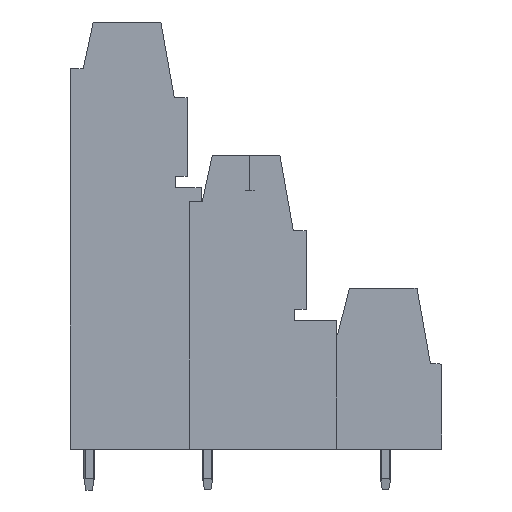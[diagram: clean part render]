
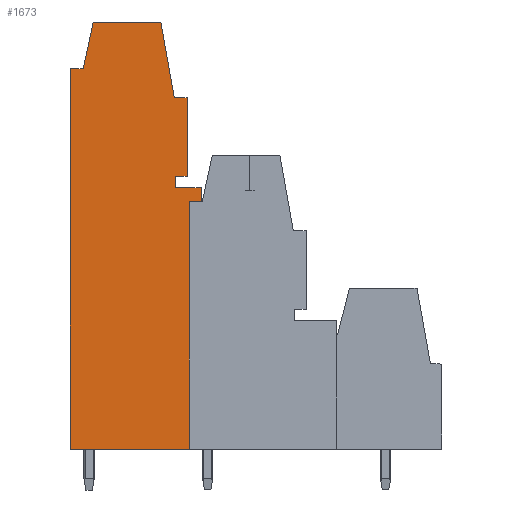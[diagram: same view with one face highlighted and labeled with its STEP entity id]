
A CAD part, left-side view. The second image highlights one B-rep face of the part: STEP entity #1673.
In plain terms, the highlighted planar face has unit normal (-1, 0, 0).
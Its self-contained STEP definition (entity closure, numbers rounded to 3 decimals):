
#1476=AXIS2_PLACEMENT_3D('Plane Axis2P3D',#1473,#1474,#1475) ;
#1361=CARTESIAN_POINT('Vertex',(2.54,20.6,24.7)) ;
#1364=CARTESIAN_POINT('Line Origine',(2.54,21.1,24.7)) ;
#1368=CARTESIAN_POINT('Vertex',(2.54,21.6,24.7)) ;
#1394=CARTESIAN_POINT('Vertex',(2.54,21.6,3.5)) ;
#1397=CARTESIAN_POINT('Line Origine',(2.54,26.7,3.5)) ;
#1401=CARTESIAN_POINT('Vertex',(2.54,31.8,3.5)) ;
#1473=CARTESIAN_POINT('Axis2P3D Location',(2.54,35.177,3.5)) ;
#1577=CARTESIAN_POINT('Line Origine',(2.54,20.6,25.3)) ;
#1581=CARTESIAN_POINT('Vertex',(2.54,20.6,25.9)) ;
#1584=CARTESIAN_POINT('Line Origine',(2.54,21.7,25.9)) ;
#1588=CARTESIAN_POINT('Vertex',(2.54,22.8,25.9)) ;
#1591=CARTESIAN_POINT('Line Origine',(2.54,22.8,26.4)) ;
#1595=CARTESIAN_POINT('Vertex',(2.54,22.8,26.9)) ;
#1598=CARTESIAN_POINT('Line Origine',(2.54,22.3,26.9)) ;
#1602=CARTESIAN_POINT('Vertex',(2.54,21.8,26.9)) ;
#1605=CARTESIAN_POINT('Line Origine',(2.54,21.8,30.25)) ;
#1609=CARTESIAN_POINT('Vertex',(2.54,21.8,33.6)) ;
#1612=CARTESIAN_POINT('Line Origine',(2.54,22.352,33.6)) ;
#1616=CARTESIAN_POINT('Vertex',(2.54,22.904,33.6)) ;
#1619=CARTESIAN_POINT('Line Origine',(2.54,23.477,36.85)) ;
#1623=CARTESIAN_POINT('Vertex',(2.54,24.05,40.1)) ;
#1626=CARTESIAN_POINT('Line Origine',(2.54,26.95,40.1)) ;
#1630=CARTESIAN_POINT('Vertex',(2.54,29.85,40.1)) ;
#1633=CARTESIAN_POINT('Line Origine',(2.54,30.275,38.1)) ;
#1637=CARTESIAN_POINT('Vertex',(2.54,30.7,36.1)) ;
#1640=CARTESIAN_POINT('Line Origine',(2.54,31.25,36.1)) ;
#1644=CARTESIAN_POINT('Vertex',(2.54,31.8,36.1)) ;
#1647=CARTESIAN_POINT('Line Origine',(2.54,31.8,19.8)) ;
#1652=CARTESIAN_POINT('Line Origine',(2.54,21.6,14.1)) ;
#1365=DIRECTION('Vector Direction',(0.,1.,0.)) ;
#1398=DIRECTION('Vector Direction',(0.,-1.,0.)) ;
#1474=DIRECTION('Axis2P3D Direction',(-1.,0.,0.)) ;
#1475=DIRECTION('Axis2P3D XDirection',(0.,-1.,0.)) ;
#1578=DIRECTION('Vector Direction',(0.,0.,1.)) ;
#1585=DIRECTION('Vector Direction',(0.,1.,0.)) ;
#1592=DIRECTION('Vector Direction',(0.,0.,-1.)) ;
#1599=DIRECTION('Vector Direction',(0.,1.,0.)) ;
#1606=DIRECTION('Vector Direction',(0.,0.,-1.)) ;
#1613=DIRECTION('Vector Direction',(0.,-1.,0.)) ;
#1620=DIRECTION('Vector Direction',(0.,-0.174,-0.985)) ;
#1627=DIRECTION('Vector Direction',(0.,-1.,0.)) ;
#1634=DIRECTION('Vector Direction',(0.,-0.208,0.978)) ;
#1641=DIRECTION('Vector Direction',(0.,-1.,0.)) ;
#1648=DIRECTION('Vector Direction',(0.,0.,1.)) ;
#1653=DIRECTION('Vector Direction',(0.,0.,1.)) ;
#1366=VECTOR('Line Direction',#1365,1.) ;
#1399=VECTOR('Line Direction',#1398,1.) ;
#1579=VECTOR('Line Direction',#1578,1.) ;
#1586=VECTOR('Line Direction',#1585,1.) ;
#1593=VECTOR('Line Direction',#1592,1.) ;
#1600=VECTOR('Line Direction',#1599,1.) ;
#1607=VECTOR('Line Direction',#1606,1.) ;
#1614=VECTOR('Line Direction',#1613,1.) ;
#1621=VECTOR('Line Direction',#1620,1.) ;
#1628=VECTOR('Line Direction',#1627,1.) ;
#1635=VECTOR('Line Direction',#1634,1.) ;
#1642=VECTOR('Line Direction',#1641,1.) ;
#1649=VECTOR('Line Direction',#1648,1.) ;
#1654=VECTOR('Line Direction',#1653,1.) ;
#1658=ORIENTED_EDGE('',*,*,#1583,.T.) ;
#1659=ORIENTED_EDGE('',*,*,#1590,.T.) ;
#1660=ORIENTED_EDGE('',*,*,#1597,.F.) ;
#1661=ORIENTED_EDGE('',*,*,#1604,.F.) ;
#1662=ORIENTED_EDGE('',*,*,#1611,.F.) ;
#1663=ORIENTED_EDGE('',*,*,#1618,.F.) ;
#1664=ORIENTED_EDGE('',*,*,#1625,.F.) ;
#1665=ORIENTED_EDGE('',*,*,#1632,.F.) ;
#1666=ORIENTED_EDGE('',*,*,#1639,.F.) ;
#1667=ORIENTED_EDGE('',*,*,#1646,.F.) ;
#1668=ORIENTED_EDGE('',*,*,#1651,.F.) ;
#1669=ORIENTED_EDGE('',*,*,#1403,.T.) ;
#1670=ORIENTED_EDGE('',*,*,#1656,.T.) ;
#1671=ORIENTED_EDGE('',*,*,#1370,.F.) ;
#1673=ADVANCED_FACE('HOUSING',(#1672),#1477,.T.) ;
#1370=EDGE_CURVE('',#1362,#1369,#1367,.T.) ;
#1403=EDGE_CURVE('',#1402,#1395,#1400,.T.) ;
#1583=EDGE_CURVE('',#1362,#1582,#1580,.T.) ;
#1590=EDGE_CURVE('',#1582,#1589,#1587,.T.) ;
#1597=EDGE_CURVE('',#1596,#1589,#1594,.T.) ;
#1604=EDGE_CURVE('',#1603,#1596,#1601,.T.) ;
#1611=EDGE_CURVE('',#1610,#1603,#1608,.T.) ;
#1618=EDGE_CURVE('',#1617,#1610,#1615,.T.) ;
#1625=EDGE_CURVE('',#1624,#1617,#1622,.T.) ;
#1632=EDGE_CURVE('',#1631,#1624,#1629,.T.) ;
#1639=EDGE_CURVE('',#1638,#1631,#1636,.T.) ;
#1646=EDGE_CURVE('',#1645,#1638,#1643,.T.) ;
#1651=EDGE_CURVE('',#1402,#1645,#1650,.T.) ;
#1656=EDGE_CURVE('',#1395,#1369,#1655,.T.) ;
#1657=EDGE_LOOP('',(#1658,#1659,#1660,#1661,#1662,#1663,#1664,#1665,#1666,#1667,#1668,#1669,#1670,#1671)) ;
#1672=FACE_OUTER_BOUND('',#1657,.T.) ;
#1367=LINE('Line',#1364,#1366) ;
#1400=LINE('Line',#1397,#1399) ;
#1580=LINE('Line',#1577,#1579) ;
#1587=LINE('Line',#1584,#1586) ;
#1594=LINE('Line',#1591,#1593) ;
#1601=LINE('Line',#1598,#1600) ;
#1608=LINE('Line',#1605,#1607) ;
#1615=LINE('Line',#1612,#1614) ;
#1622=LINE('Line',#1619,#1621) ;
#1629=LINE('Line',#1626,#1628) ;
#1636=LINE('Line',#1633,#1635) ;
#1643=LINE('Line',#1640,#1642) ;
#1650=LINE('Line',#1647,#1649) ;
#1655=LINE('Line',#1652,#1654) ;
#1477=PLANE('',#1476) ;
#1362=VERTEX_POINT('',#1361) ;
#1369=VERTEX_POINT('',#1368) ;
#1395=VERTEX_POINT('',#1394) ;
#1402=VERTEX_POINT('',#1401) ;
#1582=VERTEX_POINT('',#1581) ;
#1589=VERTEX_POINT('',#1588) ;
#1596=VERTEX_POINT('',#1595) ;
#1603=VERTEX_POINT('',#1602) ;
#1610=VERTEX_POINT('',#1609) ;
#1617=VERTEX_POINT('',#1616) ;
#1624=VERTEX_POINT('',#1623) ;
#1631=VERTEX_POINT('',#1630) ;
#1638=VERTEX_POINT('',#1637) ;
#1645=VERTEX_POINT('',#1644) ;
